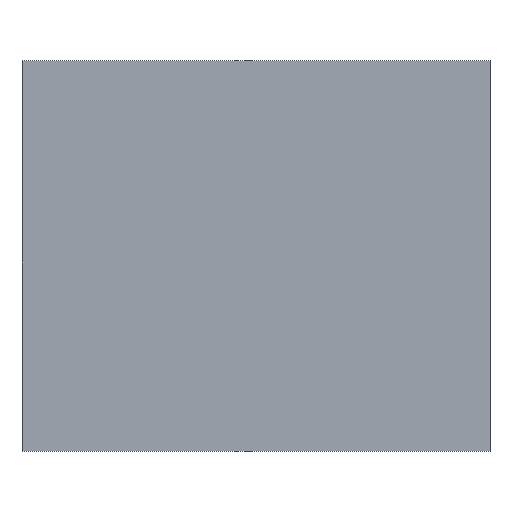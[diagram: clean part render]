
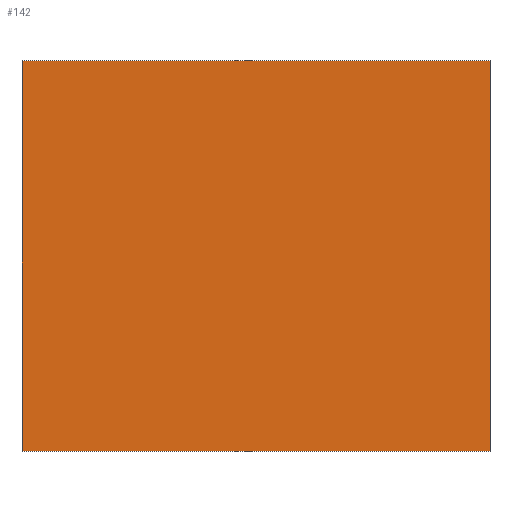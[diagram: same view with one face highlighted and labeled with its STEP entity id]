
A CAD part, top view. The second image highlights one B-rep face of the part: STEP entity #142.
In plain terms, the highlighted planar face has unit normal (0, 0, 1).
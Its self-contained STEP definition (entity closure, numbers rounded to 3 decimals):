
#8 = ORIENTED_EDGE ( 'NONE', *, *, #54, .T. ) ;
#13 = LINE ( 'NONE', #49, #73 ) ;
#17 = CARTESIAN_POINT ( 'NONE',  ( 237.5, -198., 3. ) ) ;
#18 = EDGE_CURVE ( 'NONE', #102, #109, #13, .T. ) ;
#19 = ORIENTED_EDGE ( 'NONE', *, *, #164, .T. ) ;
#29 = VECTOR ( 'NONE', #190, 1000. ) ;
#36 = CARTESIAN_POINT ( 'NONE',  ( -237.5, -198., 3. ) ) ;
#49 = CARTESIAN_POINT ( 'NONE',  ( -237.5, -198., 3. ) ) ;
#54 = EDGE_CURVE ( 'NONE', #177, #102, #55, .T. ) ;
#55 = LINE ( 'NONE', #36, #96 ) ;
#70 = DIRECTION ( 'NONE',  ( 0., -1., 0. ) ) ;
#73 = VECTOR ( 'NONE', #230, 1000. ) ;
#74 = ORIENTED_EDGE ( 'NONE', *, *, #18, .T. ) ;
#75 = DIRECTION ( 'NONE',  ( 0., 0., -1. ) ) ;
#76 = FACE_OUTER_BOUND ( 'NONE', #104, .T. ) ;
#77 = DIRECTION ( 'NONE',  ( -1., 0., 0. ) ) ;
#80 = ORIENTED_EDGE ( 'NONE', *, *, #202, .T. ) ;
#96 = VECTOR ( 'NONE', #70, 1000. ) ;
#97 = PLANE ( 'NONE',  #172 ) ;
#100 = VERTEX_POINT ( 'NONE', #182 ) ;
#102 = VERTEX_POINT ( 'NONE', #148 ) ;
#104 = EDGE_LOOP ( 'NONE', ( #80, #19, #8, #74 ) ) ;
#108 = VECTOR ( 'NONE', #134, 1000. ) ;
#109 = VERTEX_POINT ( 'NONE', #17 ) ;
#118 = LINE ( 'NONE', #152, #29 ) ;
#134 = DIRECTION ( 'NONE',  ( -1., 0., 0. ) ) ;
#142 = ADVANCED_FACE ( 'NONE', ( #76 ), #97, .F. ) ;
#148 = CARTESIAN_POINT ( 'NONE',  ( -237.5, -198., 3. ) ) ;
#151 = CARTESIAN_POINT ( 'NONE',  ( -237.5, 198., 3. ) ) ;
#152 = CARTESIAN_POINT ( 'NONE',  ( 237.5, -198., 3. ) ) ;
#164 = EDGE_CURVE ( 'NONE', #100, #177, #184, .T. ) ;
#172 = AXIS2_PLACEMENT_3D ( 'NONE', #209, #75, #77 ) ;
#177 = VERTEX_POINT ( 'NONE', #151 ) ;
#182 = CARTESIAN_POINT ( 'NONE',  ( 237.5, 198., 3. ) ) ;
#184 = LINE ( 'NONE', #234, #108 ) ;
#190 = DIRECTION ( 'NONE',  ( 0., 1., 0. ) ) ;
#202 = EDGE_CURVE ( 'NONE', #109, #100, #118, .T. ) ;
#209 = CARTESIAN_POINT ( 'NONE',  ( 0., 0., 3. ) ) ;
#230 = DIRECTION ( 'NONE',  ( 1., 0., 0. ) ) ;
#234 = CARTESIAN_POINT ( 'NONE',  ( -237.5, 198., 3. ) ) ;
